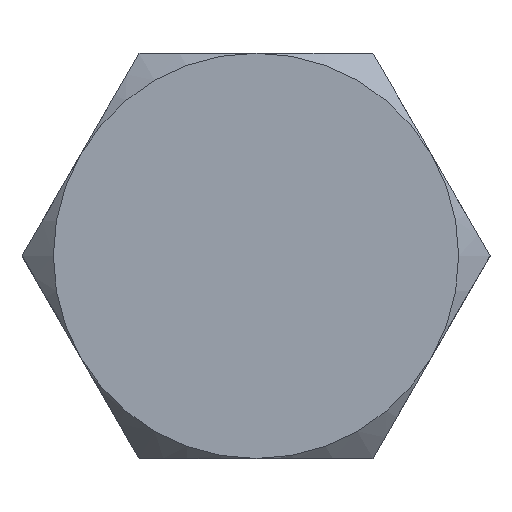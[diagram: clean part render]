
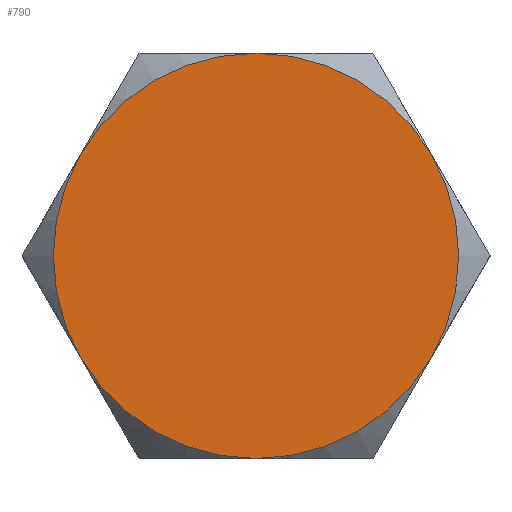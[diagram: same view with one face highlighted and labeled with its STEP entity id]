
A CAD part, top view. The second image highlights one B-rep face of the part: STEP entity #790.
In plain terms, the highlighted planar face has unit normal (0, 0, 1).
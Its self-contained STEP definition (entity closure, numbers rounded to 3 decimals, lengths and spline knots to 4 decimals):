
#339=CARTESIAN_POINT('',(3.0311,-1.75,2.8));
#340=VERTEX_POINT('',#339);
#393=CARTESIAN_POINT('',(3.0311,1.75,2.8));
#394=VERTEX_POINT('',#393);
#440=CARTESIAN_POINT('',(0.0,3.5,2.8));
#441=VERTEX_POINT('',#440);
#535=CARTESIAN_POINT('',(0.0,0.,2.8));
#536=DIRECTION('',(0.0,0.0,1.0));
#537=DIRECTION('',(0.0,-1.0,0.0));
#538=AXIS2_PLACEMENT_3D('',#535,#536,#537);
#539=CIRCLE('',#538,3.5);
#540=EDGE_CURVE('',#340,#394,#539,.T.);
#551=CARTESIAN_POINT('',(-3.0311,1.75,2.8));
#552=VERTEX_POINT('',#551);
#553=CARTESIAN_POINT('',(0.0,0.,2.8));
#554=DIRECTION('',(0.0,0.0,1.0));
#555=DIRECTION('',(0.0,-1.0,0.0));
#556=AXIS2_PLACEMENT_3D('',#553,#554,#555);
#557=CIRCLE('',#556,3.5);
#558=EDGE_CURVE('',#441,#552,#557,.T.);
#582=CARTESIAN_POINT('',(-3.0311,-1.75,2.8));
#583=VERTEX_POINT('',#582);
#584=CARTESIAN_POINT('',(0.0,0.,2.8));
#585=DIRECTION('',(0.0,0.0,1.0));
#586=DIRECTION('',(0.0,-1.0,0.0));
#587=AXIS2_PLACEMENT_3D('',#584,#585,#586);
#588=CIRCLE('',#587,3.5);
#589=EDGE_CURVE('',#552,#583,#588,.T.);
#627=CARTESIAN_POINT('',(0.0,-3.5,2.8));
#628=VERTEX_POINT('',#627);
#629=CARTESIAN_POINT('',(0.0,0.,2.8));
#630=DIRECTION('',(0.0,0.0,1.0));
#631=DIRECTION('',(0.0,-1.0,0.0));
#632=AXIS2_PLACEMENT_3D('',#629,#630,#631);
#633=CIRCLE('',#632,3.5);
#634=EDGE_CURVE('',#583,#628,#633,.T.);
#672=CARTESIAN_POINT('',(0.0,0.,2.8));
#673=DIRECTION('',(0.0,0.0,1.0));
#674=DIRECTION('',(0.0,-1.0,0.0));
#675=AXIS2_PLACEMENT_3D('',#672,#673,#674);
#676=CIRCLE('',#675,3.5);
#677=EDGE_CURVE('',#628,#340,#676,.T.);
#703=CARTESIAN_POINT('',(0.0,0.,2.8));
#704=DIRECTION('',(0.0,0.0,1.0));
#705=DIRECTION('',(0.0,-1.0,0.0));
#706=AXIS2_PLACEMENT_3D('',#703,#704,#705);
#707=CIRCLE('',#706,3.5);
#708=EDGE_CURVE('',#394,#441,#707,.T.);
#777=CARTESIAN_POINT('',(0.,0.,2.8));
#778=DIRECTION('',(0.0,0.0,1.0));
#779=DIRECTION('',(1.0,0.0,0.0));
#780=AXIS2_PLACEMENT_3D('',#777,#778,#779);
#781=PLANE('',#780);
#782=ORIENTED_EDGE('',*,*,#708,.T.);
#783=ORIENTED_EDGE('',*,*,#558,.T.);
#784=ORIENTED_EDGE('',*,*,#589,.T.);
#785=ORIENTED_EDGE('',*,*,#634,.T.);
#786=ORIENTED_EDGE('',*,*,#677,.T.);
#787=ORIENTED_EDGE('',*,*,#540,.T.);
#788=EDGE_LOOP('',(#782,#783,#784,#785,#786,#787));
#789=FACE_OUTER_BOUND('',#788,.T.);
#790=ADVANCED_FACE('',(#789),#781,.T.);
